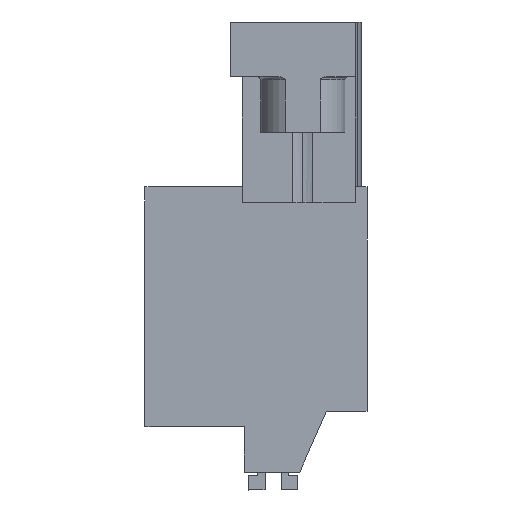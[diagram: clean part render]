
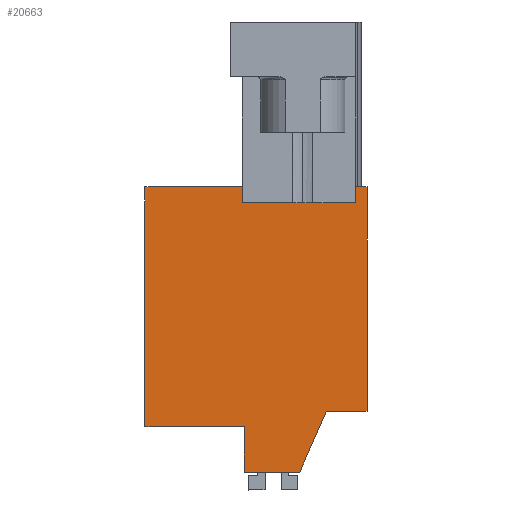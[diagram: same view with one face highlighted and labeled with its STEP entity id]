
A CAD part, left-side view. The second image highlights one B-rep face of the part: STEP entity #20663.
In plain terms, the highlighted planar face has unit normal (-1, 0, 0).
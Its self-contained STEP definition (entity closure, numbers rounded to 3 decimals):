
#20630=AXIS2_PLACEMENT_3D('Plane Axis2P3D',#20627,#20628,#20629) ;
#375=CARTESIAN_POINT('Vertex',(5.,0.,5.043)) ;
#378=CARTESIAN_POINT('Line Origine',(5.,1.3,5.043)) ;
#382=CARTESIAN_POINT('Vertex',(5.,2.6,5.043)) ;
#1091=CARTESIAN_POINT('Vertex',(5.,7.85,4.043)) ;
#1334=CARTESIAN_POINT('Vertex',(5.,7.85,1.143)) ;
#1337=CARTESIAN_POINT('Line Origine',(5.,7.85,2.593)) ;
#1559=CARTESIAN_POINT('Vertex',(5.,0.,19.383)) ;
#1562=CARTESIAN_POINT('Line Origine',(5.,0.,12.213)) ;
#2368=CARTESIAN_POINT('Vertex',(5.,14.2,4.043)) ;
#2376=CARTESIAN_POINT('Line Origine',(5.,11.025,4.043)) ;
#5233=CARTESIAN_POINT('Vertex',(5.,7.968,19.383)) ;
#5236=CARTESIAN_POINT('Line Origine',(5.,7.968,18.883)) ;
#5240=CARTESIAN_POINT('Vertex',(5.,7.968,18.383)) ;
#5323=CARTESIAN_POINT('Vertex',(5.,14.2,19.383)) ;
#5326=CARTESIAN_POINT('Line Origine',(5.,11.084,19.383)) ;
#5348=CARTESIAN_POINT('Line Origine',(5.,14.2,11.713)) ;
#6380=CARTESIAN_POINT('Vertex',(5.,0.723,19.383)) ;
#6383=CARTESIAN_POINT('Line Origine',(5.,0.361,19.383)) ;
#20601=CARTESIAN_POINT('Line Origine',(5.,3.45,3.093)) ;
#20605=CARTESIAN_POINT('Vertex',(5.,4.3,1.143)) ;
#20627=CARTESIAN_POINT('Axis2P3D Location',(5.,6.8,19.383)) ;
#20632=CARTESIAN_POINT('Line Origine',(5.,6.075,1.143)) ;
#20637=CARTESIAN_POINT('Line Origine',(5.,0.723,18.883)) ;
#20641=CARTESIAN_POINT('Vertex',(5.,0.723,18.383)) ;
#20644=CARTESIAN_POINT('Line Origine',(5.,4.345,18.383)) ;
#379=DIRECTION('Vector Direction',(0.,-1.,0.)) ;
#1338=DIRECTION('Vector Direction',(0.,0.,-1.)) ;
#1563=DIRECTION('Vector Direction',(0.,0.,1.)) ;
#2377=DIRECTION('Vector Direction',(0.,-1.,0.)) ;
#5237=DIRECTION('Vector Direction',(0.,0.,-1.)) ;
#5327=DIRECTION('Vector Direction',(0.,1.,0.)) ;
#5349=DIRECTION('Vector Direction',(0.,0.,-1.)) ;
#6384=DIRECTION('Vector Direction',(0.,1.,0.)) ;
#20602=DIRECTION('Vector Direction',(0.,-0.4,0.917)) ;
#20628=DIRECTION('Axis2P3D Direction',(-1.,0.,0.)) ;
#20629=DIRECTION('Axis2P3D XDirection',(0.,1.,0.)) ;
#20633=DIRECTION('Vector Direction',(0.,-1.,0.)) ;
#20638=DIRECTION('Vector Direction',(0.,0.,-1.)) ;
#20645=DIRECTION('Vector Direction',(0.,-1.,0.)) ;
#380=VECTOR('Line Direction',#379,1.) ;
#1339=VECTOR('Line Direction',#1338,1.) ;
#1564=VECTOR('Line Direction',#1563,1.) ;
#2378=VECTOR('Line Direction',#2377,1.) ;
#5238=VECTOR('Line Direction',#5237,1.) ;
#5328=VECTOR('Line Direction',#5327,1.) ;
#5350=VECTOR('Line Direction',#5349,1.) ;
#6385=VECTOR('Line Direction',#6384,1.) ;
#20603=VECTOR('Line Direction',#20602,1.) ;
#20634=VECTOR('Line Direction',#20633,1.) ;
#20639=VECTOR('Line Direction',#20638,1.) ;
#20646=VECTOR('Line Direction',#20645,1.) ;
#20650=ORIENTED_EDGE('',*,*,#5330,.T.) ;
#20651=ORIENTED_EDGE('',*,*,#5352,.T.) ;
#20652=ORIENTED_EDGE('',*,*,#2380,.T.) ;
#20653=ORIENTED_EDGE('',*,*,#1341,.T.) ;
#20654=ORIENTED_EDGE('',*,*,#20636,.T.) ;
#20655=ORIENTED_EDGE('',*,*,#20607,.T.) ;
#20656=ORIENTED_EDGE('',*,*,#384,.T.) ;
#20657=ORIENTED_EDGE('',*,*,#1566,.T.) ;
#20658=ORIENTED_EDGE('',*,*,#6387,.T.) ;
#20659=ORIENTED_EDGE('',*,*,#20643,.T.) ;
#20660=ORIENTED_EDGE('',*,*,#20648,.F.) ;
#20661=ORIENTED_EDGE('',*,*,#5242,.T.) ;
#20663=ADVANCED_FACE('HOUSING',(#20662),#20631,.T.) ;
#384=EDGE_CURVE('',#383,#376,#381,.T.) ;
#1341=EDGE_CURVE('',#1092,#1335,#1340,.T.) ;
#1566=EDGE_CURVE('',#376,#1560,#1565,.T.) ;
#2380=EDGE_CURVE('',#2369,#1092,#2379,.T.) ;
#5242=EDGE_CURVE('',#5241,#5234,#5239,.F.) ;
#5330=EDGE_CURVE('',#5234,#5324,#5329,.T.) ;
#5352=EDGE_CURVE('',#5324,#2369,#5351,.T.) ;
#6387=EDGE_CURVE('',#1560,#6381,#6386,.T.) ;
#20607=EDGE_CURVE('',#20606,#383,#20604,.T.) ;
#20636=EDGE_CURVE('',#1335,#20606,#20635,.T.) ;
#20643=EDGE_CURVE('',#6381,#20642,#20640,.T.) ;
#20648=EDGE_CURVE('',#5241,#20642,#20647,.T.) ;
#20649=EDGE_LOOP('',(#20650,#20651,#20652,#20653,#20654,#20655,#20656,#20657,#20658,#20659,#20660,#20661)) ;
#20662=FACE_OUTER_BOUND('',#20649,.T.) ;
#381=LINE('Line',#378,#380) ;
#1340=LINE('Line',#1337,#1339) ;
#1565=LINE('Line',#1562,#1564) ;
#2379=LINE('Line',#2376,#2378) ;
#5239=LINE('Line',#5236,#5238) ;
#5329=LINE('Line',#5326,#5328) ;
#5351=LINE('Line',#5348,#5350) ;
#6386=LINE('Line',#6383,#6385) ;
#20604=LINE('Line',#20601,#20603) ;
#20635=LINE('Line',#20632,#20634) ;
#20640=LINE('Line',#20637,#20639) ;
#20647=LINE('Line',#20644,#20646) ;
#20631=PLANE('',#20630) ;
#376=VERTEX_POINT('',#375) ;
#383=VERTEX_POINT('',#382) ;
#1092=VERTEX_POINT('',#1091) ;
#1335=VERTEX_POINT('',#1334) ;
#1560=VERTEX_POINT('',#1559) ;
#2369=VERTEX_POINT('',#2368) ;
#5234=VERTEX_POINT('',#5233) ;
#5241=VERTEX_POINT('',#5240) ;
#5324=VERTEX_POINT('',#5323) ;
#6381=VERTEX_POINT('',#6380) ;
#20606=VERTEX_POINT('',#20605) ;
#20642=VERTEX_POINT('',#20641) ;
